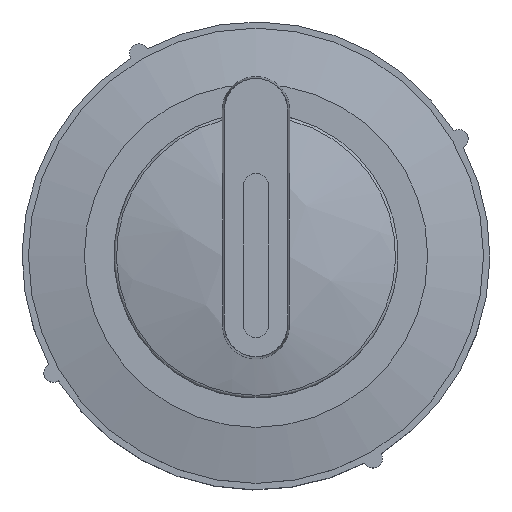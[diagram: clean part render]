
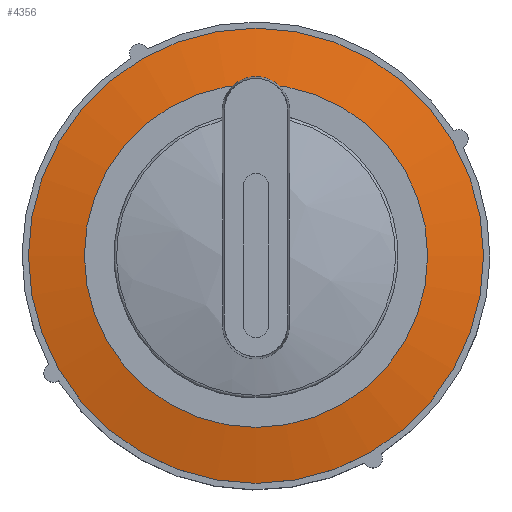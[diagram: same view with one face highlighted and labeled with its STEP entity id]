
A CAD part, top view. The second image highlights one B-rep face of the part: STEP entity #4356.
In plain terms, the highlighted conical face has half-angle 78.5 degrees and reference radius 15.788 mm.
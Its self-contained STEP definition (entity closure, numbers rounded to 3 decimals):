
#77=FACE_BOUND('',#828,.T.);
#111=CONICAL_SURFACE('',#4832,15.788,78.5);
#560=FACE_OUTER_BOUND('',#827,.T.);
#827=EDGE_LOOP('',(#3959));
#828=EDGE_LOOP('',(#3960));
#1671=CIRCLE('',#4831,13.576);
#1672=CIRCLE('',#4833,18.);
#2092=VERTEX_POINT('',#8014);
#2093=VERTEX_POINT('',#8017);
#2736=EDGE_CURVE('',#2092,#2092,#1671,.T.);
#2737=EDGE_CURVE('',#2093,#2093,#1672,.T.);
#3959=ORIENTED_EDGE('',*,*,#2737,.F.);
#3960=ORIENTED_EDGE('',*,*,#2736,.T.);
#4356=ADVANCED_FACE('',(#560,#77),#111,.T.);
#4831=AXIS2_PLACEMENT_3D('',#8015,#6084,#6085);
#4832=AXIS2_PLACEMENT_3D('',#8016,#6086,#6087);
#4833=AXIS2_PLACEMENT_3D('',#8018,#6088,#6089);
#6084=DIRECTION('center_axis',(0.,0.,
-1.));
#6085=DIRECTION('ref_axis',(1.,0.,0.));
#6086=DIRECTION('center_axis',(0.,0.,
-1.));
#6087=DIRECTION('ref_axis',(1.,0.,0.));
#6088=DIRECTION('center_axis',(0.,0.,
-1.));
#6089=DIRECTION('ref_axis',(1.,0.,0.));
#8014=CARTESIAN_POINT('',(13.576,0.,6.3));
#8015=CARTESIAN_POINT('Origin',(0.,0.,
6.3));
#8016=CARTESIAN_POINT('Origin',(0.,0.,
5.85));
#8017=CARTESIAN_POINT('',(18.,0.,5.4));
#8018=CARTESIAN_POINT('Origin',(0.,0.,
5.4));
